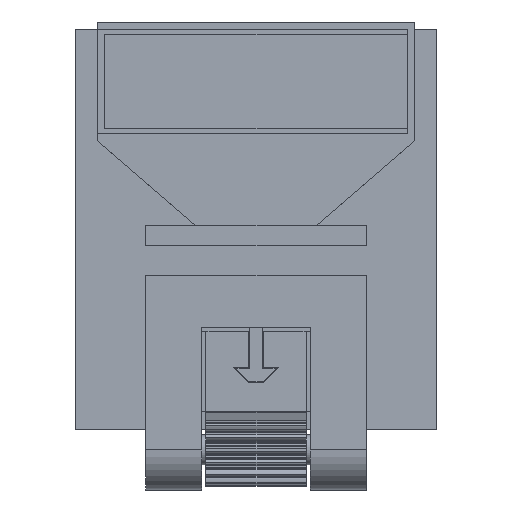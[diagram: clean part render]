
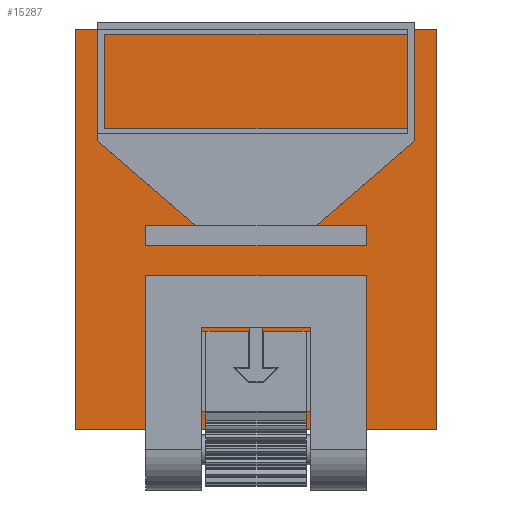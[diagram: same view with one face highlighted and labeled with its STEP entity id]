
A CAD part, top view. The second image highlights one B-rep face of the part: STEP entity #15287.
In plain terms, the highlighted planar face has unit normal (0, 0, 1).
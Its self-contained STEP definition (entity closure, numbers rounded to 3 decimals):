
#282=FACE_BOUND('',#2928,.T.);
#283=FACE_BOUND('',#2929,.T.);
#1110=CIRCLE('',#16463,2.);
#1112=CIRCLE('',#16466,2.);
#2118=FACE_OUTER_BOUND('',#2927,.T.);
#2927=EDGE_LOOP('',(#13123,#13124,#13125,#13126));
#2928=EDGE_LOOP('',(#13127));
#2929=EDGE_LOOP('',(#13128));
#4176=LINE('',#25668,#5533);
#4179=LINE('',#25674,#5536);
#4182=LINE('',#25680,#5539);
#4185=LINE('',#25684,#5542);
#5533=VECTOR('',#19506,10.);
#5536=VECTOR('',#19511,10.);
#5539=VECTOR('',#19516,10.);
#5542=VECTOR('',#19521,10.);
#7008=VERTEX_POINT('',#25650);
#7010=VERTEX_POINT('',#25656);
#7014=VERTEX_POINT('',#25665);
#7015=VERTEX_POINT('',#25667);
#7017=VERTEX_POINT('',#25673);
#7019=VERTEX_POINT('',#25679);
#9110=EDGE_CURVE('',#7008,#7008,#1110,.T.);
#9113=EDGE_CURVE('',#7010,#7010,#1112,.T.);
#9118=EDGE_CURVE('',#7015,#7014,#4176,.T.);
#9121=EDGE_CURVE('',#7017,#7015,#4179,.T.);
#9124=EDGE_CURVE('',#7019,#7017,#4182,.T.);
#9127=EDGE_CURVE('',#7014,#7019,#4185,.T.);
#13123=ORIENTED_EDGE('',*,*,#9127,.T.);
#13124=ORIENTED_EDGE('',*,*,#9124,.T.);
#13125=ORIENTED_EDGE('',*,*,#9121,.T.);
#13126=ORIENTED_EDGE('',*,*,#9118,.T.);
#13127=ORIENTED_EDGE('',*,*,#9113,.T.);
#13128=ORIENTED_EDGE('',*,*,#9110,.T.);
#14634=PLANE('',#16472);
#15287=ADVANCED_FACE('',(#2118,#282,#283),#14634,.T.);
#16463=AXIS2_PLACEMENT_3D('',#25651,#19490,#19491);
#16466=AXIS2_PLACEMENT_3D('',#25657,#19497,#19498);
#16472=AXIS2_PLACEMENT_3D('',#25685,#19522,#19523);
#19490=DIRECTION('center_axis',(0.,0.,-1.));
#19491=DIRECTION('ref_axis',(1.,0.,0.));
#19497=DIRECTION('center_axis',(0.,0.,-1.));
#19498=DIRECTION('ref_axis',(1.,0.,0.));
#19506=DIRECTION('',(-1.,0.,0.));
#19511=DIRECTION('',(0.,1.,0.));
#19516=DIRECTION('',(1.,0.,0.));
#19521=DIRECTION('',(0.,-1.,0.));
#19522=DIRECTION('center_axis',(0.,0.,1.));
#19523=DIRECTION('ref_axis',(1.,0.,0.));
#25650=CARTESIAN_POINT('',(60.75,85.5,2.));
#25651=CARTESIAN_POINT('Origin',(62.75,85.5,2.));
#25656=CARTESIAN_POINT('',(25.25,85.5,2.));
#25657=CARTESIAN_POINT('Origin',(27.25,85.5,2.));
#25665=CARTESIAN_POINT('',(0.,100.,2.));
#25667=CARTESIAN_POINT('',(90.,100.,2.));
#25668=CARTESIAN_POINT('',(90.,100.,2.));
#25673=CARTESIAN_POINT('',(90.,0.,2.));
#25674=CARTESIAN_POINT('',(90.,0.,2.));
#25679=CARTESIAN_POINT('',(0.,0.,2.));
#25680=CARTESIAN_POINT('',(0.,0.,2.));
#25684=CARTESIAN_POINT('',(0.,100.,2.));
#25685=CARTESIAN_POINT('Origin',(45.,50.,2.));
